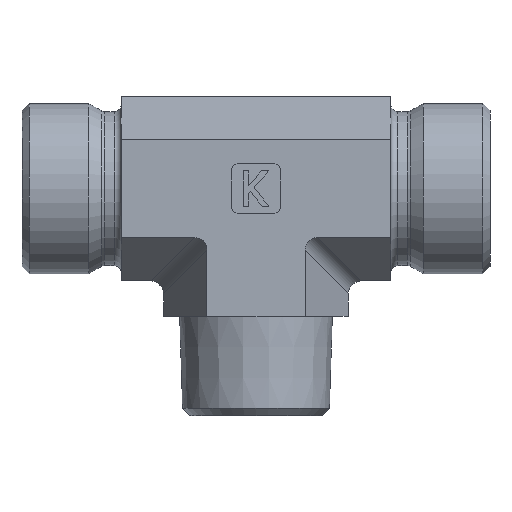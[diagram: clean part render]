
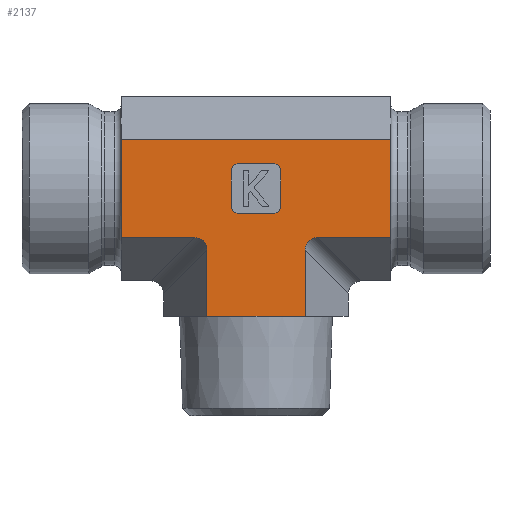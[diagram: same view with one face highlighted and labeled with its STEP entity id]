
A CAD part, left-side view. The second image highlights one B-rep face of the part: STEP entity #2137.
In plain terms, the highlighted planar face has unit normal (-1, 0, 0).
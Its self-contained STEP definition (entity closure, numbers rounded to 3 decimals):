
#192=CARTESIAN_POINT('',(-30.485,16.472,3.));
#193=VERTEX_POINT('',#192);
#240=CARTESIAN_POINT('',(-30.485,2.616,3.));
#241=VERTEX_POINT('',#240);
#248=CARTESIAN_POINT('',(-30.485,16.472,3.));
#249=DIRECTION('',(0.0,-1.0,0.0));
#250=VECTOR('',#249,13.856);
#251=LINE('',#248,#250);
#252=EDGE_CURVE('',#193,#241,#251,.T.);
#661=CARTESIAN_POINT('',(-30.485,28.544,14.072));
#662=VERTEX_POINT('',#661);
#669=CARTESIAN_POINT('',(-30.485,28.544,27.928));
#670=VERTEX_POINT('',#669);
#671=CARTESIAN_POINT('',(-30.485,28.544,27.928));
#672=DIRECTION('',(0.0,0.0,-1.0));
#673=VECTOR('',#672,13.856);
#674=LINE('',#671,#673);
#675=EDGE_CURVE('',#670,#662,#674,.T.);
#759=CARTESIAN_POINT('',(-30.485,-9.456,27.928));
#760=VERTEX_POINT('',#759);
#761=CARTESIAN_POINT('',(-30.485,28.544,27.928));
#762=DIRECTION('',(0.0,-1.0,0.0));
#763=VECTOR('',#762,38.);
#764=LINE('',#761,#763);
#765=EDGE_CURVE('',#670,#760,#764,.T.);
#1010=CARTESIAN_POINT('',(-30.485,-9.456,14.072));
#1011=VERTEX_POINT('',#1010);
#1012=CARTESIAN_POINT('',(-30.485,-9.456,14.072));
#1013=DIRECTION('',(0.0,0.0,1.0));
#1014=VECTOR('',#1013,13.856);
#1015=LINE('',#1012,#1014);
#1016=EDGE_CURVE('',#1011,#760,#1015,.T.);
#1109=CARTESIAN_POINT('',(-30.485,0.884,14.072));
#1110=VERTEX_POINT('',#1109);
#1111=CARTESIAN_POINT('',(-30.485,0.884,14.072));
#1112=DIRECTION('',(0.0,-1.0,0.0));
#1113=VECTOR('',#1112,10.34);
#1114=LINE('',#1111,#1113);
#1115=EDGE_CURVE('',#1110,#1011,#1114,.T.);
#1611=CARTESIAN_POINT('',(-30.485,16.472,12.34));
#1612=VERTEX_POINT('',#1611);
#1613=CARTESIAN_POINT('',(-30.485,18.204,14.072));
#1614=VERTEX_POINT('',#1613);
#1615=CARTESIAN_POINT('',(-30.485,18.781,11.762));
#1616=DIRECTION('',(-1.0,0.0,0.0));
#1617=DIRECTION('',(0.0,-0.707,0.707));
#1618=AXIS2_PLACEMENT_3D('',#1615,#1616,#1617);
#1619=ELLIPSE('',#1618,2.582,2.0);
#1620=EDGE_CURVE('',#1612,#1614,#1619,.T.);
#1682=CARTESIAN_POINT('',(-30.485,18.204,14.072));
#1683=DIRECTION('',(0.0,1.0,0.0));
#1684=VECTOR('',#1683,10.34);
#1685=LINE('',#1682,#1684);
#1686=EDGE_CURVE('',#1614,#662,#1685,.T.);
#1707=CARTESIAN_POINT('',(-30.485,7.044,17.5));
#1708=VERTEX_POINT('',#1707);
#1715=CARTESIAN_POINT('',(-30.485,6.044,18.5));
#1716=VERTEX_POINT('',#1715);
#1717=CARTESIAN_POINT('',(-30.485,7.044,18.5));
#1718=DIRECTION('',(-1.0,0.0,0.0));
#1719=DIRECTION('',(0.0,-0.707,-0.707));
#1720=AXIS2_PLACEMENT_3D('',#1717,#1718,#1719);
#1721=CIRCLE('',#1720,1.0);
#1722=EDGE_CURVE('',#1708,#1716,#1721,.T.);
#1747=CARTESIAN_POINT('',(-30.485,12.044,17.5));
#1748=VERTEX_POINT('',#1747);
#1755=CARTESIAN_POINT('',(-30.485,7.044,17.5));
#1756=DIRECTION('',(0.0,1.0,0.0));
#1757=VECTOR('',#1756,5.0);
#1758=LINE('',#1755,#1757);
#1759=EDGE_CURVE('',#1708,#1748,#1758,.T.);
#1778=CARTESIAN_POINT('',(-30.485,13.044,18.5));
#1779=VERTEX_POINT('',#1778);
#1786=CARTESIAN_POINT('',(-30.485,12.044,18.5));
#1787=DIRECTION('',(-1.0,0.0,0.0));
#1788=DIRECTION('',(0.0,0.707,-0.707));
#1789=AXIS2_PLACEMENT_3D('',#1786,#1787,#1788);
#1790=CIRCLE('',#1789,1.0);
#1791=EDGE_CURVE('',#1779,#1748,#1790,.T.);
#1811=CARTESIAN_POINT('',(-30.485,13.044,23.5));
#1812=VERTEX_POINT('',#1811);
#1819=CARTESIAN_POINT('',(-30.485,13.044,18.5));
#1820=DIRECTION('',(0.0,0.0,1.0));
#1821=VECTOR('',#1820,5.);
#1822=LINE('',#1819,#1821);
#1823=EDGE_CURVE('',#1779,#1812,#1822,.T.);
#1842=CARTESIAN_POINT('',(-30.485,12.044,24.5));
#1843=VERTEX_POINT('',#1842);
#1850=CARTESIAN_POINT('',(-30.485,12.044,23.5));
#1851=DIRECTION('',(-1.0,0.0,0.0));
#1852=DIRECTION('',(0.0,0.707,0.707));
#1853=AXIS2_PLACEMENT_3D('',#1850,#1851,#1852);
#1854=CIRCLE('',#1853,1.0);
#1855=EDGE_CURVE('',#1843,#1812,#1854,.T.);
#1875=CARTESIAN_POINT('',(-30.485,7.044,24.5));
#1876=VERTEX_POINT('',#1875);
#1883=CARTESIAN_POINT('',(-30.485,12.044,24.5));
#1884=DIRECTION('',(0.0,-1.0,0.0));
#1885=VECTOR('',#1884,5.);
#1886=LINE('',#1883,#1885);
#1887=EDGE_CURVE('',#1843,#1876,#1886,.T.);
#1906=CARTESIAN_POINT('',(-30.485,6.044,23.5));
#1907=VERTEX_POINT('',#1906);
#1914=CARTESIAN_POINT('',(-30.485,7.044,23.5));
#1915=DIRECTION('',(-1.0,0.0,0.0));
#1916=DIRECTION('',(0.0,-0.707,0.707));
#1917=AXIS2_PLACEMENT_3D('',#1914,#1915,#1916);
#1918=CIRCLE('',#1917,1.0);
#1919=EDGE_CURVE('',#1907,#1876,#1918,.T.);
#1966=CARTESIAN_POINT('',(-30.485,6.044,23.5));
#1967=DIRECTION('',(0.0,0.0,-1.0));
#1968=VECTOR('',#1967,5.0);
#1969=LINE('',#1966,#1968);
#1970=EDGE_CURVE('',#1907,#1716,#1969,.T.);
#1983=CARTESIAN_POINT('',(-30.485,16.472,3.));
#1984=DIRECTION('',(0.0,0.0,1.0));
#1985=VECTOR('',#1984,9.34);
#1986=LINE('',#1983,#1985);
#1987=EDGE_CURVE('',#193,#1612,#1986,.T.);
#2056=CARTESIAN_POINT('',(-30.485,2.616,12.34));
#2057=VERTEX_POINT('',#2056);
#2058=CARTESIAN_POINT('',(-30.485,0.306,11.762));
#2059=DIRECTION('',(-1.0,0.0,0.0));
#2060=DIRECTION('',(0.0,0.707,0.707));
#2061=AXIS2_PLACEMENT_3D('',#2058,#2059,#2060);
#2062=ELLIPSE('',#2061,2.582,2.0);
#2063=EDGE_CURVE('',#1110,#2057,#2062,.T.);
#2101=CARTESIAN_POINT('',(-30.485,2.616,3.));
#2102=DIRECTION('',(0.0,0.0,1.0));
#2103=VECTOR('',#2102,9.34);
#2104=LINE('',#2101,#2103);
#2105=EDGE_CURVE('',#241,#2057,#2104,.T.);
#2110=CARTESIAN_POINT('',(-30.485,2.616,0.0));
#2111=DIRECTION('',(-1.0,0.0,0.0));
#2112=DIRECTION('',(0.0,0.0,1.0));
#2113=AXIS2_PLACEMENT_3D('',#2110,#2111,#2112);
#2114=PLANE('',#2113);
#2115=ORIENTED_EDGE('',*,*,#252,.T.);
#2116=ORIENTED_EDGE('',*,*,#2105,.T.);
#2117=ORIENTED_EDGE('',*,*,#2063,.F.);
#2118=ORIENTED_EDGE('',*,*,#1115,.T.);
#2119=ORIENTED_EDGE('',*,*,#1016,.T.);
#2120=ORIENTED_EDGE('',*,*,#765,.F.);
#2121=ORIENTED_EDGE('',*,*,#675,.T.);
#2122=ORIENTED_EDGE('',*,*,#1686,.F.);
#2123=ORIENTED_EDGE('',*,*,#1620,.F.);
#2124=ORIENTED_EDGE('',*,*,#1987,.F.);
#2125=EDGE_LOOP('',(#2115,#2116,#2117,#2118,#2119,#2120,#2121,#2122,#2123,#2124));
#2126=FACE_OUTER_BOUND('',#2125,.T.);
#2127=ORIENTED_EDGE('',*,*,#1887,.T.);
#2128=ORIENTED_EDGE('',*,*,#1919,.F.);
#2129=ORIENTED_EDGE('',*,*,#1970,.T.);
#2130=ORIENTED_EDGE('',*,*,#1722,.F.);
#2131=ORIENTED_EDGE('',*,*,#1759,.T.);
#2132=ORIENTED_EDGE('',*,*,#1791,.F.);
#2133=ORIENTED_EDGE('',*,*,#1823,.T.);
#2134=ORIENTED_EDGE('',*,*,#1855,.F.);
#2135=EDGE_LOOP('',(#2127,#2128,#2129,#2130,#2131,#2132,#2133,#2134));
#2136=FACE_BOUND('',#2135,.T.);
#2137=ADVANCED_FACE('',(#2126,#2136),#2114,.T.);
